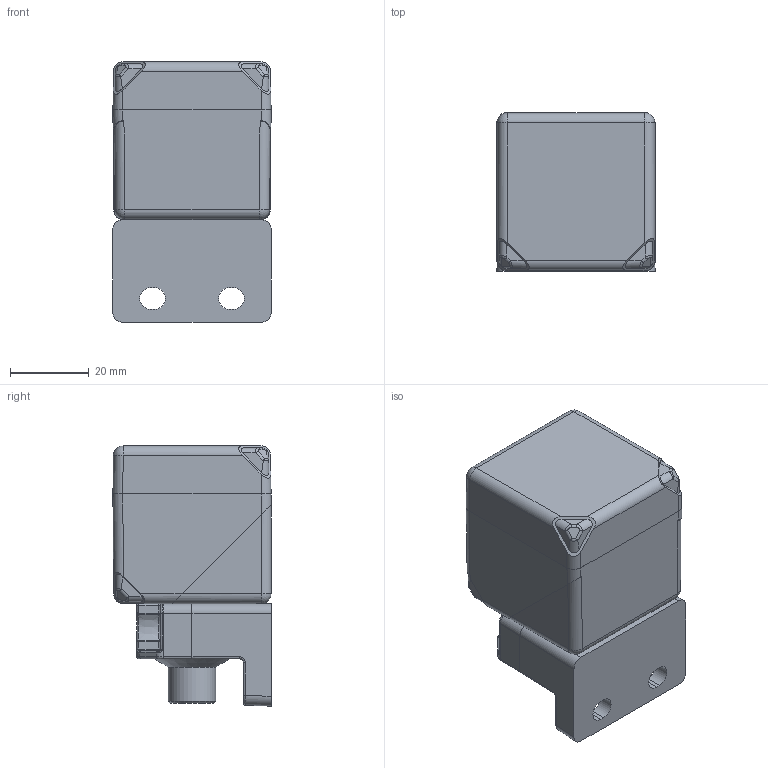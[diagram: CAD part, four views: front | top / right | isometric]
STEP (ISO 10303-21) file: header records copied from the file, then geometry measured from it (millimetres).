
FILE_DESCRIPTION((''),'2;1');
FILE_NAME('DM_CAD-3133_ASM','2017-07-14T',('creinig-se'),(''),'PRO/ENGINEER BY PARAMETRIC TECHNOLOGY CORPORATION, 2015440','PRO/ENGINEER BY PARAMETRIC TECHNOLOGY CORPORATION, 2015440','');
FILE_SCHEMA(('CONFIG_CONTROL_DESIGN'));
Length unit declared in the file: millimetre
Products named in the file (3): DM_CAD-3133_SW0001; DM_CAD-3133_04B7P7H; DM_CAD-3133_ASM
Assembly tree (2 placements, depth 2):
  DM_CAD-3133_ASM
    DM_CAD-3133_SW0001
    DM_CAD-3133_04B7P7H
Bounding box: 40.15 x 40.15 x 66.05 mm (x, y, z)
Volume: 82979.2 mm3; surface area: 16864.6 mm2
Topology: 2 solids, 5 shells, 330 faces, 897 edges, 652 vertices
Faces by surface type: cylinder 137, plane 109, bspline 30, torus 24, sphere 16, cone 14
Entity records: 16239 total; most frequent: CARTESIAN_POINT 5654, ORIENTED_EDGE 1616, DIRECTION 1543, EDGE_CURVE 808, PRESENTATION_STYLE_ASSIGNMENT 588, STYLED_ITEM 583, AXIS2_PLACEMENT_3D 552, VERTEX_POINT 498
